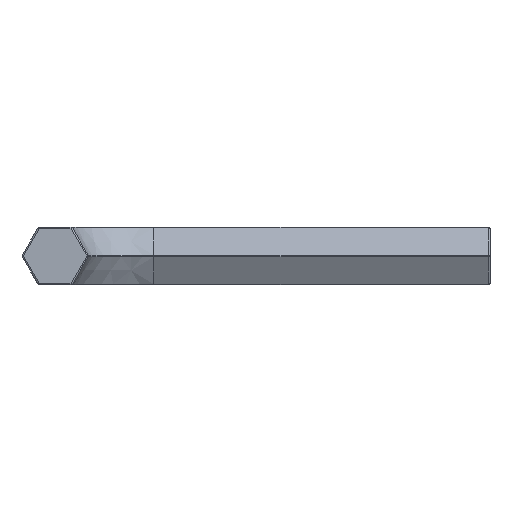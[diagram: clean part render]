
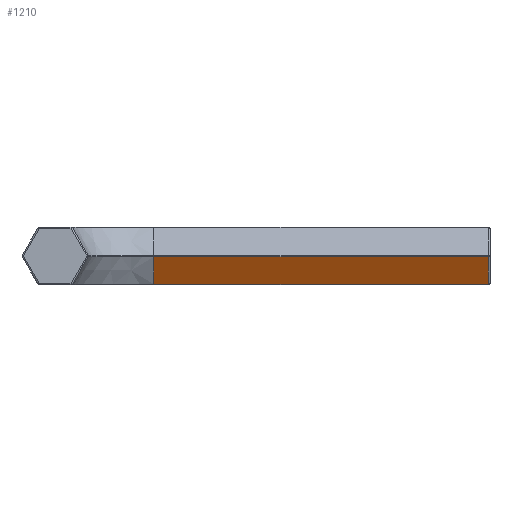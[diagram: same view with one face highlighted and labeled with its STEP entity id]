
A CAD part, front view. The second image highlights one B-rep face of the part: STEP entity #1210.
In plain terms, the highlighted planar face has unit normal (0, -0.866, -0.5).
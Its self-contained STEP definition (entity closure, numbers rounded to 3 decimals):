
#128 = PLANE ( 'NONE',  #359 ) ;
#171 = LINE ( 'NONE', #721, #1249 ) ;
#190 = VERTEX_POINT ( 'NONE', #1597 ) ;
#191 = VECTOR ( 'NONE', #206, 1000. ) ;
#206 = DIRECTION ( 'NONE',  ( 0., 0.5, -0.866 ) ) ;
#226 = EDGE_CURVE ( 'NONE', #805, #190, #818, .T. ) ;
#241 = EDGE_CURVE ( 'NONE', #1371, #805, #532, .T. ) ;
#280 = ORIENTED_EDGE ( 'NONE', *, *, #437, .T. ) ;
#292 = EDGE_CURVE ( 'NONE', #327, #1371, #171, .T. ) ;
#314 = DIRECTION ( 'NONE',  ( 0., 0.5, -0.866 ) ) ;
#319 = ORIENTED_EDGE ( 'NONE', *, *, #226, .T. ) ;
#327 = VERTEX_POINT ( 'NONE', #1017 ) ;
#359 = AXIS2_PLACEMENT_3D ( 'NONE', #559, #554, #314 ) ;
#368 = ORIENTED_EDGE ( 'NONE', *, *, #241, .T. ) ;
#429 = LINE ( 'NONE', #744, #509 ) ;
#437 = EDGE_CURVE ( 'NONE', #190, #327, #429, .T. ) ;
#509 = VECTOR ( 'NONE', #875, 1000. ) ;
#532 = LINE ( 'NONE', #1237, #191 ) ;
#554 = DIRECTION ( 'NONE',  ( 0., -0.866, -0.5 ) ) ;
#559 = CARTESIAN_POINT ( 'NONE',  ( 4.25, 108.807, 0. ) ) ;
#720 = CARTESIAN_POINT ( 'NONE',  ( 4.25, 109.508, -1.215 ) ) ;
#721 = CARTESIAN_POINT ( 'NONE',  ( 4.25, 108.827, -0.035 ) ) ;
#744 = CARTESIAN_POINT ( 'NONE',  ( 18.68, 108.807, 0. ) ) ;
#805 = VERTEX_POINT ( 'NONE', #720 ) ;
#818 = LINE ( 'NONE', #1118, #1030 ) ;
#875 = DIRECTION ( 'NONE',  ( 0., -0.5, 0.866 ) ) ;
#910 = ORIENTED_EDGE ( 'NONE', *, *, #292, .T. ) ;
#950 = FACE_OUTER_BOUND ( 'NONE', #1167, .T. ) ;
#1017 = CARTESIAN_POINT ( 'NONE',  ( 18.68, 108.827, -0.035 ) ) ;
#1030 = VECTOR ( 'NONE', #1251, 1000. ) ;
#1118 = CARTESIAN_POINT ( 'NONE',  ( 4.25, 109.508, -1.215 ) ) ;
#1167 = EDGE_LOOP ( 'NONE', ( #280, #910, #368, #319 ) ) ;
#1210 = ADVANCED_FACE ( 'NONE', ( #950 ), #128, .T. ) ;
#1237 = CARTESIAN_POINT ( 'NONE',  ( 4.25, 108.807, 0. ) ) ;
#1249 = VECTOR ( 'NONE', #1258, 1000. ) ;
#1251 = DIRECTION ( 'NONE',  ( 1., 0., 0. ) ) ;
#1258 = DIRECTION ( 'NONE',  ( -1., 0., 0. ) ) ;
#1371 = VERTEX_POINT ( 'NONE', #1498 ) ;
#1498 = CARTESIAN_POINT ( 'NONE',  ( 4.25, 108.827, -0.035 ) ) ;
#1597 = CARTESIAN_POINT ( 'NONE',  ( 18.68, 109.508, -1.215 ) ) ;
